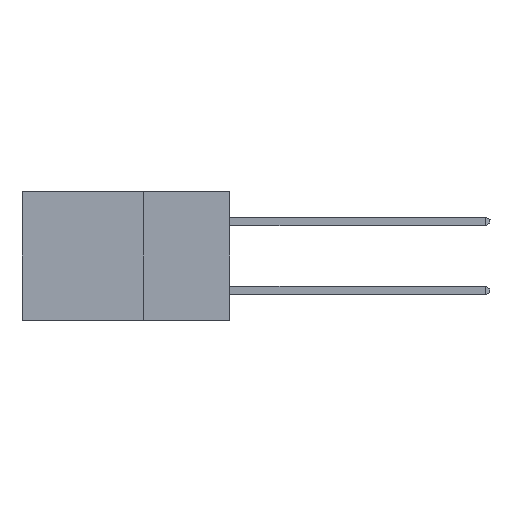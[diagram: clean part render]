
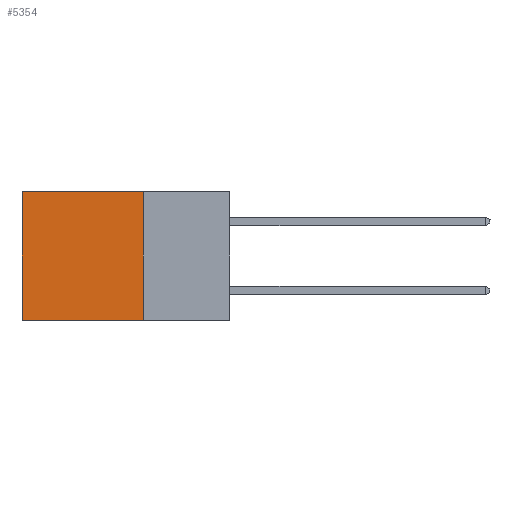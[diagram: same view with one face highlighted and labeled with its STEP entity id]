
A CAD part, left-side view. The second image highlights one B-rep face of the part: STEP entity #5354.
In plain terms, the highlighted planar face has unit normal (-1, 0, 0).
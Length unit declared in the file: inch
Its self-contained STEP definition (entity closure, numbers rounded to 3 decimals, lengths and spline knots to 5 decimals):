
#1464 = EDGE_CURVE ( 'NONE', #21354, #9843, #10255, .T. ) ;
#2074 = EDGE_CURVE ( 'NONE', #12877, #16123, #21692, .T. ) ;
#3819 = DIRECTION ( 'NONE',  ( 0., 0., -1. ) ) ;
#4752 = EDGE_LOOP ( 'NONE', ( #15504, #14851, #14766, #20485 ) ) ;
#5354 = ADVANCED_FACE ( 'NONE', ( #14210 ), #13786, .F. ) ;
#5499 = CARTESIAN_POINT ( 'NONE',  ( 0.298, 0.6, 0. ) ) ;
#5702 = CARTESIAN_POINT ( 'NONE',  ( 0.298, 0.25, -0.37 ) ) ;
#9023 = DIRECTION ( 'NONE',  ( 0., 1., 0. ) ) ;
#9080 = VECTOR ( 'NONE', #22218, 39.37008 ) ;
#9207 = DIRECTION ( 'NONE',  ( 0., 0., -1. ) ) ;
#9843 = VERTEX_POINT ( 'NONE', #5499 ) ;
#10255 = LINE ( 'NONE', #13821, #9080 ) ;
#11697 = VECTOR ( 'NONE', #9023, 39.37008 ) ;
#11822 = EDGE_CURVE ( 'NONE', #21354, #12877, #23199, .T. ) ;
#12877 = VERTEX_POINT ( 'NONE', #5702 ) ;
#13786 = PLANE ( 'NONE',  #21534 ) ;
#13821 = CARTESIAN_POINT ( 'NONE',  ( 0.298, 0.25, 0. ) ) ;
#13910 = VECTOR ( 'NONE', #9207, 39.37008 ) ;
#14210 = FACE_OUTER_BOUND ( 'NONE', #4752, .T. ) ;
#14539 = VECTOR ( 'NONE', #22856, 39.37008 ) ;
#14766 = ORIENTED_EDGE ( 'NONE', *, *, #11822, .F. ) ;
#14851 = ORIENTED_EDGE ( 'NONE', *, *, #2074, .F. ) ;
#15504 = ORIENTED_EDGE ( 'NONE', *, *, #19328, .T. ) ;
#16123 = VERTEX_POINT ( 'NONE', #19357 ) ;
#16672 = CARTESIAN_POINT ( 'NONE',  ( 0.298, 0.25, 0. ) ) ;
#19328 = EDGE_CURVE ( 'NONE', #9843, #16123, #24383, .T. ) ;
#19357 = CARTESIAN_POINT ( 'NONE',  ( 0.298, 0.6, -0.37 ) ) ;
#20209 = CARTESIAN_POINT ( 'NONE',  ( 0.298, 0.25, -0.37 ) ) ;
#20485 = ORIENTED_EDGE ( 'NONE', *, *, #1464, .T. ) ;
#20508 = CARTESIAN_POINT ( 'NONE',  ( 0.298, 0.25, 0. ) ) ;
#21042 = CARTESIAN_POINT ( 'NONE',  ( 0.298, 0.6, 0. ) ) ;
#21354 = VERTEX_POINT ( 'NONE', #23251 ) ;
#21534 = AXIS2_PLACEMENT_3D ( 'NONE', #16672, #23701, #3819 ) ;
#21692 = LINE ( 'NONE', #20209, #11697 ) ;
#22218 = DIRECTION ( 'NONE',  ( 0., 1., 0. ) ) ;
#22856 = DIRECTION ( 'NONE',  ( 0., 0., -1. ) ) ;
#23199 = LINE ( 'NONE', #20508, #13910 ) ;
#23251 = CARTESIAN_POINT ( 'NONE',  ( 0.298, 0.25, 0. ) ) ;
#23701 = DIRECTION ( 'NONE',  ( 1., 0., 0. ) ) ;
#24383 = LINE ( 'NONE', #21042, #14539 ) ;
